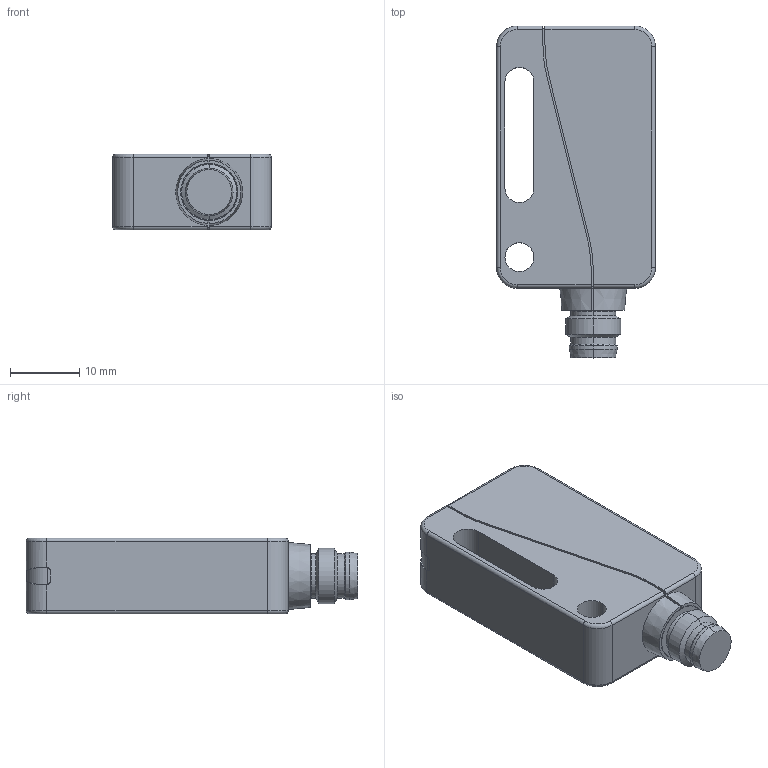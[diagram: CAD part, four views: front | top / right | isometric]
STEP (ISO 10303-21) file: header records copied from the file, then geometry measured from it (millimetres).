
FILE_DESCRIPTION((''),'2;1');
FILE_NAME('CAD0850_ML9-55_8H_143','2007-03-21T',('mflender'),(''),'PRO/ENGINEER BY PARAMETRIC TECHNOLOGY CORPORATION, 2006140','PRO/ENGINEER BY PARAMETRIC TECHNOLOGY CORPORATION, 2006140','');
FILE_SCHEMA(('CONFIG_CONTROL_DESIGN'));
Length unit declared in the file: millimetre
Products named in the file (1): CAD0850_ML9-55_8H_143
Bounding box: 23 x 48.1 x 11 mm (x, y, z)
Volume: 8967.9 mm3; surface area: 3905.8 mm2
Topology: 1 solids, 1 shells, 190 faces, 520 edges, 356 vertices
Faces by surface type: plane 94, cylinder 68, cone 20, torus 8
Entity records: 7808 total; most frequent: CARTESIAN_POINT 1302, ORIENTED_EDGE 1010, DIRECTION 1006, PRESENTATION_STYLE_ASSIGNMENT 522, STYLED_ITEM 522, CURVE_STYLE 521, EDGE_CURVE 505, AXIS2_PLACEMENT_3D 337
